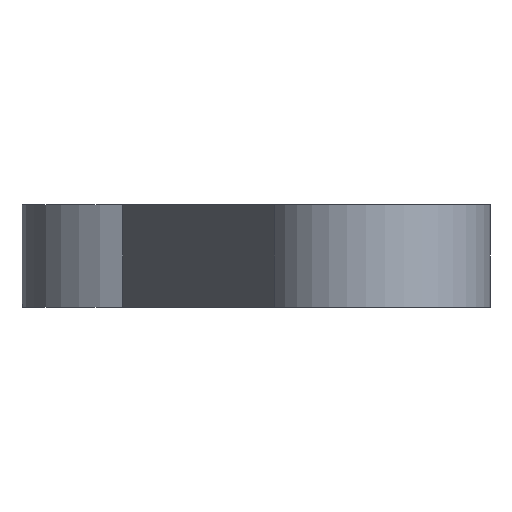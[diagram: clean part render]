
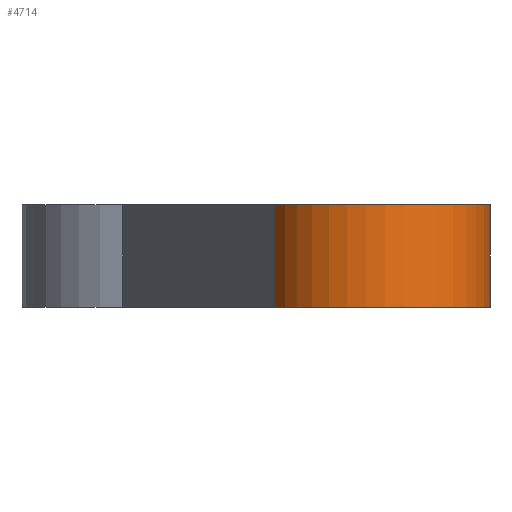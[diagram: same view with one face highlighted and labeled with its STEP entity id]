
A CAD part, left-side view. The second image highlights one B-rep face of the part: STEP entity #4714.
In plain terms, the highlighted cylindrical face has radius 28 mm (diameter 56 mm), a partial arc.
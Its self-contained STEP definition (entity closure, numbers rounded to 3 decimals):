
#65=CARTESIAN_POINT('',(-90.,-51.5,-12.5));
#66=DIRECTION('',(0.,0.,1.));
#67=DIRECTION('',(-0.469,0.883,0.));
#68=AXIS2_PLACEMENT_3D('',#65,#66,#67);
#149=CARTESIAN_POINT('',(-90.,-51.5,12.5));
#150=DIRECTION('',(0.,0.,1.));
#151=DIRECTION('',(-0.469,0.883,0.));
#152=AXIS2_PLACEMENT_3D('',#149,#150,#151);
#1094=DIRECTION('',(0.,0.,1.));
#1095=VECTOR('',#1094,25.);
#1096=CARTESIAN_POINT('',(-85.138,-79.075,-12.5));
#1097=LINE('',#1096,#1095);
#1098=DIRECTION('',(0.,0.,1.));
#1099=VECTOR('',#1098,25.);
#1100=CARTESIAN_POINT('',(-103.145,-26.777,-12.5));
#1101=LINE('',#1100,#1099);
#3009=CARTESIAN_POINT('',(-103.145,-26.777,-12.5));
#3011=VERTEX_POINT('',#3009);
#3012=CARTESIAN_POINT('',(-85.138,-79.075,-12.5));
#3013=VERTEX_POINT('',#3012);
#3015=CARTESIAN_POINT('',(-103.145,-26.777,12.5));
#3017=VERTEX_POINT('',#3015);
#3018=CARTESIAN_POINT('',(-85.138,-79.075,12.5));
#3019=VERTEX_POINT('',#3018);
#4702=CARTESIAN_POINT('',(-90.,-51.5,-12.5));
#4703=DIRECTION('',(0.,0.,1.));
#4704=DIRECTION('',(1.,0.,0.));
#4705=AXIS2_PLACEMENT_3D('',#4702,#4703,#4704);
#4706=CYLINDRICAL_SURFACE('',#4705,28.);
#4707=ORIENTED_EDGE('',*,*,#4005,.F.);
#4709=ORIENTED_EDGE('',*,*,#4708,.T.);
#4710=ORIENTED_EDGE('',*,*,#4106,.T.);
#4711=ORIENTED_EDGE('',*,*,#4696,.F.);
#4712=EDGE_LOOP('',(#4707,#4709,#4710,#4711));
#4713=FACE_OUTER_BOUND('',#4712,.F.);
#4714=ADVANCED_FACE('',(#4713),#4706,.T.);
#69=CIRCLE('',#68,28.);
#153=CIRCLE('',#152,28.);
#4005=EDGE_CURVE('',#3011,#3013,#69,.T.);
#4106=EDGE_CURVE('',#3017,#3019,#153,.T.);
#4696=EDGE_CURVE('',#3013,#3019,#1097,.T.);
#4708=EDGE_CURVE('',#3011,#3017,#1101,.T.);
